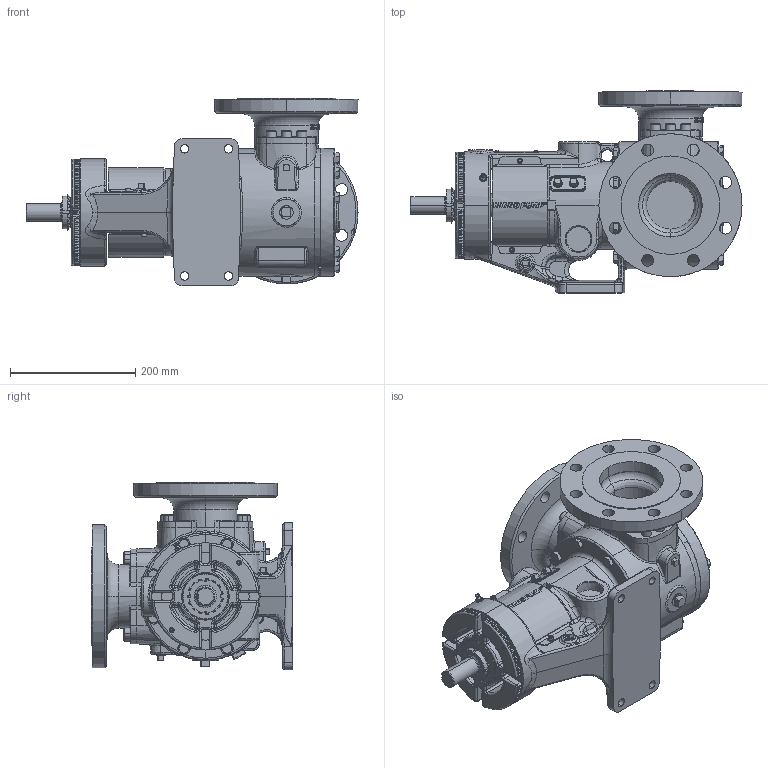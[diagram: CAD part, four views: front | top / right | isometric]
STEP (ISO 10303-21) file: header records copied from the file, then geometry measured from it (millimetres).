
FILE_DESCRIPTION (( 'STEP AP214' ), '1' );
FILE_NAME ('KV-2645.STEP', '2024-04-03T13:07:47', ( '' ), ( '' ), 'SwSTEP 2.0', 'SolidWorks 2022', '' );
FILE_SCHEMA (( 'AUTOMOTIVE_DESIGN' ));
Length unit declared in the file: inch
Products named in the file (1): KV-2645
Bounding box: 530.27 x 322.33 x 300.1 mm (x, y, z)
Volume: 12070772.5 mm3; surface area: 843891.2 mm2
Topology: 1 solids, 13 shells, 4359 faces, 11286 edges, 7041 vertices
Faces by surface type: bspline 1662, plane 1002, cone 720, cylinder 702, torus 160, sphere 113
Entity records: 268241 total; most frequent: CARTESIAN_POINT 119867, ORIENTED_EDGE 22442, DIRECTION 14364, EDGE_CURVE 11221, VERTEX_POINT 7038, AXIS2_PLACEMENT_3D 5637, B_SPLINE_CURVE_WITH_KNOTS 4826, EDGE_LOOP 4589
